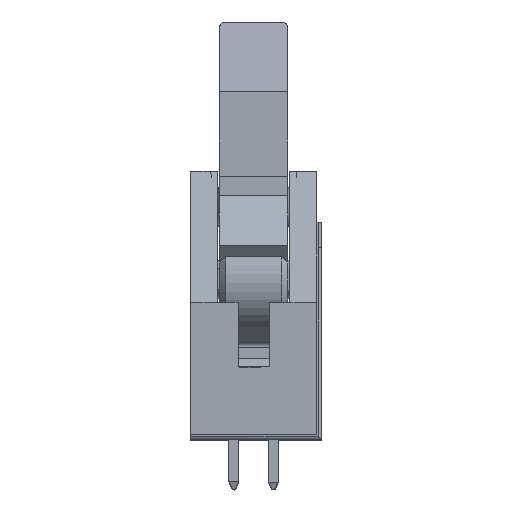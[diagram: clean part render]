
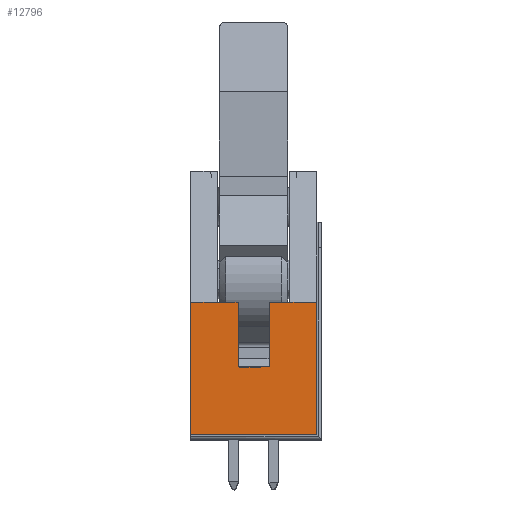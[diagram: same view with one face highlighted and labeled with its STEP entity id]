
A CAD part, top view. The second image highlights one B-rep face of the part: STEP entity #12796.
In plain terms, the highlighted planar face has unit normal (0, 0, 1).
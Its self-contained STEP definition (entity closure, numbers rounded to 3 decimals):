
#2256=DIRECTION('',(0.,-1.,0.));
#2257=VECTOR('',#2256,4.14);
#2258=CARTESIAN_POINT('',(-1.,1.24,44.7));
#2259=LINE('474',#2258,#2257);
#2260=DIRECTION('',(1.,0.,0.));
#2261=VECTOR('',#2260,2.);
#2262=CARTESIAN_POINT('',(-1.,-2.9,44.7));
#2263=LINE('475',#2262,#2261);
#2264=DIRECTION('',(0.,-1.,0.));
#2265=VECTOR('',#2264,4.14);
#2266=CARTESIAN_POINT('',(1.,1.24,44.7));
#2267=LINE('476',#2266,#2265);
#2268=DIRECTION('',(1.,0.,0.));
#2269=VECTOR('',#2268,1.325);
#2270=CARTESIAN_POINT('',(1.,1.24,44.7));
#2271=LINE('527',#2270,#2269);
#2272=DIRECTION('',(1.,0.,0.));
#2273=VECTOR('',#2272,1.725);
#2274=CARTESIAN_POINT('',(2.325,1.24,44.7));
#2275=LINE('359',#2274,#2273);
#2276=DIRECTION('',(0.,1.,0.));
#2277=VECTOR('',#2276,8.5);
#2278=CARTESIAN_POINT('',(4.05,-7.26,44.7));
#2279=LINE('121',#2278,#2277);
#2280=DIRECTION('',(1.,0.,0.));
#2281=VECTOR('',#2280,8.1);
#2282=CARTESIAN_POINT('',(-4.05,-7.26,44.7));
#2283=LINE('34',#2282,#2281);
#2284=DIRECTION('',(0.,-1.,0.));
#2285=VECTOR('',#2284,8.5);
#2286=CARTESIAN_POINT('',(-4.05,1.24,44.7));
#2287=LINE('120',#2286,#2285);
#2288=DIRECTION('',(1.,0.,0.));
#2289=VECTOR('',#2288,1.725);
#2290=CARTESIAN_POINT('',(-4.05,1.24,44.7));
#2291=LINE('358',#2290,#2289);
#2292=DIRECTION('',(1.,0.,0.));
#2293=VECTOR('',#2292,1.325);
#2294=CARTESIAN_POINT('',(-2.325,1.24,44.7));
#2295=LINE('526',#2294,#2293);
#8078=CARTESIAN_POINT('',(-4.05,-7.26,44.7));
#8079=CARTESIAN_POINT('',(4.05,-7.26,44.7));
#8080=VERTEX_POINT('',#8078);
#8081=VERTEX_POINT('',#8079);
#8082=CARTESIAN_POINT('',(-4.05,1.24,44.7));
#8084=VERTEX_POINT('',#8082);
#8116=CARTESIAN_POINT('',(4.05,1.24,44.7));
#8117=VERTEX_POINT('',#8116);
#8204=CARTESIAN_POINT('',(-2.325,1.24,44.7));
#8205=VERTEX_POINT('',#8204);
#8206=CARTESIAN_POINT('',(2.325,1.24,44.7));
#8207=VERTEX_POINT('',#8206);
#8230=CARTESIAN_POINT('',(-1.,1.24,44.7));
#8231=CARTESIAN_POINT('',(-1.,-2.9,44.7));
#8232=VERTEX_POINT('',#8230);
#8233=VERTEX_POINT('',#8231);
#8234=CARTESIAN_POINT('',(1.,-2.9,44.7));
#8235=VERTEX_POINT('',#8234);
#8236=CARTESIAN_POINT('',(1.,1.24,44.7));
#8237=VERTEX_POINT('',#8236);
#12777=CARTESIAN_POINT('',(0.,0.,44.7));
#12778=DIRECTION('',(0.,0.,1.));
#12779=DIRECTION('',(1.,0.,0.));
#12780=AXIS2_PLACEMENT_3D('',#12777,#12778,#12779);
#12781=PLANE('32',#12780);
#12782=ORIENTED_EDGE('474',*,*,#12635,.T.);
#12783=ORIENTED_EDGE('475',*,*,#12652,.T.);
#12784=ORIENTED_EDGE('476',*,*,#12719,.F.);
#12785=ORIENTED_EDGE('527',*,*,#12620,.T.);
#12787=ORIENTED_EDGE('359',*,*,#12786,.T.);
#12788=ORIENTED_EDGE('121',*,*,#11614,.F.);
#12789=ORIENTED_EDGE('34',*,*,#11964,.F.);
#12790=ORIENTED_EDGE('120',*,*,#11059,.F.);
#12792=ORIENTED_EDGE('358',*,*,#12791,.T.);
#12793=ORIENTED_EDGE('526',*,*,#12602,.T.);
#12794=EDGE_LOOP('32',(#12782,#12783,#12784,#12785,#12787,#12788,#12789,#12790,
#12792,#12793));
#12795=FACE_OUTER_BOUND('32',#12794,.F.);
#12796=ADVANCED_FACE('32',(#12795),#12781,.T.);
#11059=EDGE_CURVE('120',#8084,#8080,#2287,.T.);
#11614=EDGE_CURVE('121',#8081,#8117,#2279,.T.);
#11964=EDGE_CURVE('34',#8080,#8081,#2283,.T.);
#12602=EDGE_CURVE('526',#8205,#8232,#2295,.T.);
#12620=EDGE_CURVE('527',#8237,#8207,#2271,.T.);
#12635=EDGE_CURVE('474',#8232,#8233,#2259,.T.);
#12652=EDGE_CURVE('475',#8233,#8235,#2263,.T.);
#12719=EDGE_CURVE('476',#8237,#8235,#2267,.T.);
#12786=EDGE_CURVE('359',#8207,#8117,#2275,.T.);
#12791=EDGE_CURVE('358',#8084,#8205,#2291,.T.);
